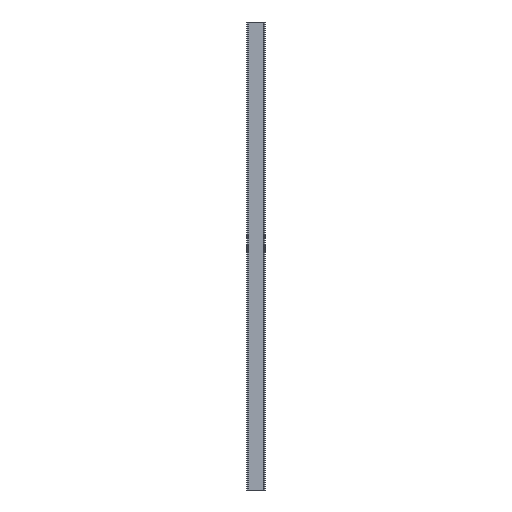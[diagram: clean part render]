
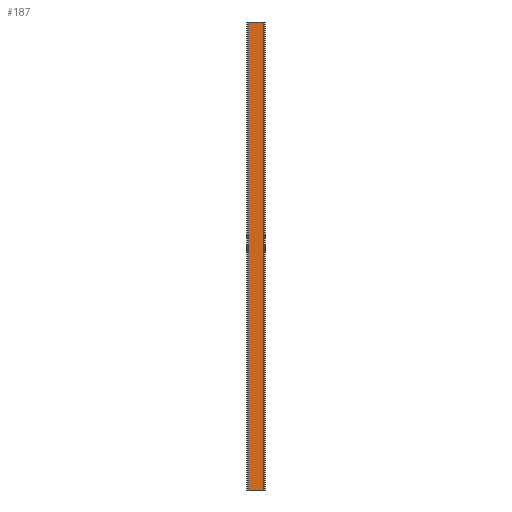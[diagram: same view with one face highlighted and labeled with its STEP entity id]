
A CAD part, left-side view. The second image highlights one B-rep face of the part: STEP entity #187.
In plain terms, the highlighted planar face has unit normal (-1, 0, 0).
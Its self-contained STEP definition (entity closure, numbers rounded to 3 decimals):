
#71 = DIRECTION ( 'NONE',  ( 0., -1., 0. ) ) ;
#87 = LINE ( 'NONE', #364, #174 ) ;
#129 = DIRECTION ( 'NONE',  ( 1., 0., 0. ) ) ;
#151 = ORIENTED_EDGE ( 'NONE', *, *, #803, .T. ) ;
#174 = VECTOR ( 'NONE', #679, 1000. ) ;
#175 = VECTOR ( 'NONE', #732, 1000. ) ;
#187 = ADVANCED_FACE ( 'NONE', ( #912 ), #209, .F. ) ;
#197 = CARTESIAN_POINT ( 'NONE',  ( -1.8, 36.45, 1000. ) ) ;
#209 = PLANE ( 'NONE',  #237 ) ;
#237 = AXIS2_PLACEMENT_3D ( 'NONE', #283, #129, #826 ) ;
#281 = EDGE_LOOP ( 'NONE', ( #757, #151, #959, #417 ) ) ;
#283 = CARTESIAN_POINT ( 'NONE',  ( -1.8, 0., 1000. ) ) ;
#336 = LINE ( 'NONE', #720, #175 ) ;
#364 = CARTESIAN_POINT ( 'NONE',  ( -1.8, 0., 1000. ) ) ;
#417 = ORIENTED_EDGE ( 'NONE', *, *, #841, .F. ) ;
#422 = EDGE_CURVE ( 'NONE', #457, #452, #87, .T. ) ;
#452 = VERTEX_POINT ( 'NONE', #717 ) ;
#457 = VERTEX_POINT ( 'NONE', #197 ) ;
#494 = CARTESIAN_POINT ( 'NONE',  ( -1.8, 36.45, -1000. ) ) ;
#497 = VECTOR ( 'NONE', #931, 1000. ) ;
#615 = LINE ( 'NONE', #869, #497 ) ;
#679 = DIRECTION ( 'NONE',  ( 0., -1., 0. ) ) ;
#711 = CARTESIAN_POINT ( 'NONE',  ( -1.8, 0., -1000. ) ) ;
#717 = CARTESIAN_POINT ( 'NONE',  ( -1.8, -36.45, 1000. ) ) ;
#720 = CARTESIAN_POINT ( 'NONE',  ( -1.8, 36.45, 1000. ) ) ;
#732 = DIRECTION ( 'NONE',  ( 0., 0., 1. ) ) ;
#757 = ORIENTED_EDGE ( 'NONE', *, *, #828, .T. ) ;
#776 = LINE ( 'NONE', #711, #831 ) ;
#803 = EDGE_CURVE ( 'NONE', #1013, #452, #615, .T. ) ;
#826 = DIRECTION ( 'NONE',  ( 0., 0., -1. ) ) ;
#828 = EDGE_CURVE ( 'NONE', #838, #1013, #776, .T. ) ;
#831 = VECTOR ( 'NONE', #71, 1000. ) ;
#838 = VERTEX_POINT ( 'NONE', #494 ) ;
#841 = EDGE_CURVE ( 'NONE', #838, #457, #336, .T. ) ;
#869 = CARTESIAN_POINT ( 'NONE',  ( -1.8, -36.45, 1000. ) ) ;
#912 = FACE_OUTER_BOUND ( 'NONE', #281, .T. ) ;
#919 = CARTESIAN_POINT ( 'NONE',  ( -1.8, -36.45, -1000. ) ) ;
#931 = DIRECTION ( 'NONE',  ( 0., 0., 1. ) ) ;
#959 = ORIENTED_EDGE ( 'NONE', *, *, #422, .F. ) ;
#1013 = VERTEX_POINT ( 'NONE', #919 ) ;
